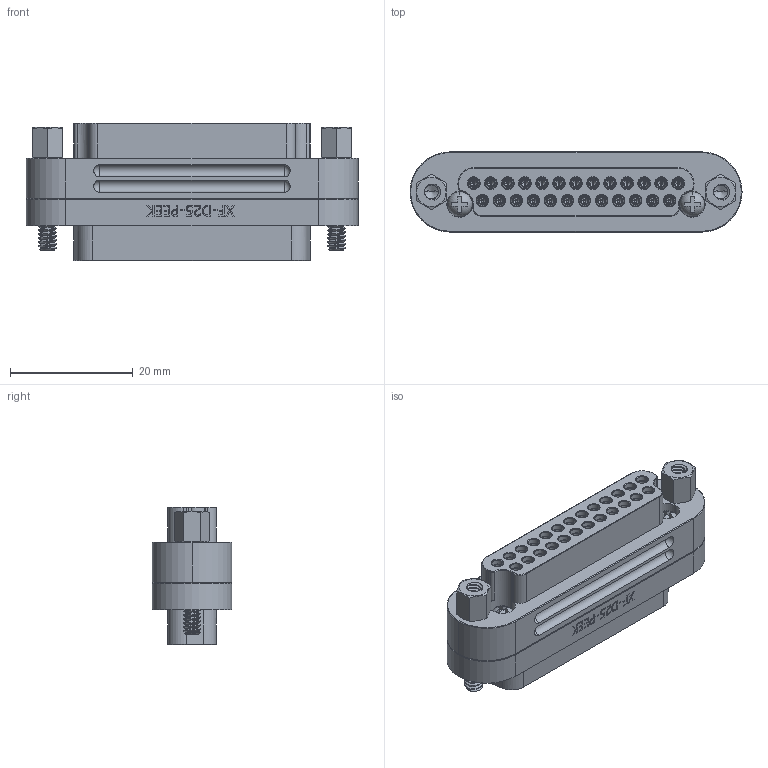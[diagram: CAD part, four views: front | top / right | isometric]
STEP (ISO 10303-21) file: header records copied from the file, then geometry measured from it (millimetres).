
FILE_DESCRIPTION (( 'STEP AP214' ), '1' );
FILE_NAME ('俋楷耀倰-FF-D25-PEEK.STEP', '2026-01-15T06:01:35', ( '' ), ( '' ), 'SwSTEP 2.0', 'SolidWorks 2020', '' );
FILE_SCHEMA (( 'AUTOMOTIVE_DESIGN' ));
Length unit declared in the file: millimetre
Products named in the file (6): XF-D25-001; FF-D25-UP-PEEK; UNC40-譫芛蹟佪; FFG-D1005-彶坫綴; 俋楷耀倰-FF-D25-PEEK; SCRW-M3
Assembly tree (31 placements, depth 2):
  俋楷耀倰-FF-D25-PEEK
    XF-D25-001
    FFG-D1005-彶坫綴  x25
    FF-D25-UP-PEEK
    UNC40-譫芛蹟佪  x2
    SCRW-M3  x2
Bounding box: 54 x 13 x 22.4 mm (x, y, z)
Volume: 9807.5 mm3; surface area: 13397.7 mm2
Topology: 31 solids, 31 shells, 2001 faces, 5270 edges, 3353 vertices
Faces by surface type: cylinder 798, cone 673, plane 490, bspline 28, sphere 8, torus 4
Entity records: 35907 total; most frequent: CARTESIAN_POINT 16498, ORIENTED_EDGE 4092, DIRECTION 3864, EDGE_CURVE 2046, AXIS2_PLACEMENT_3D 1502, VERTEX_POINT 1343, EDGE_LOOP 947, LINE 860
